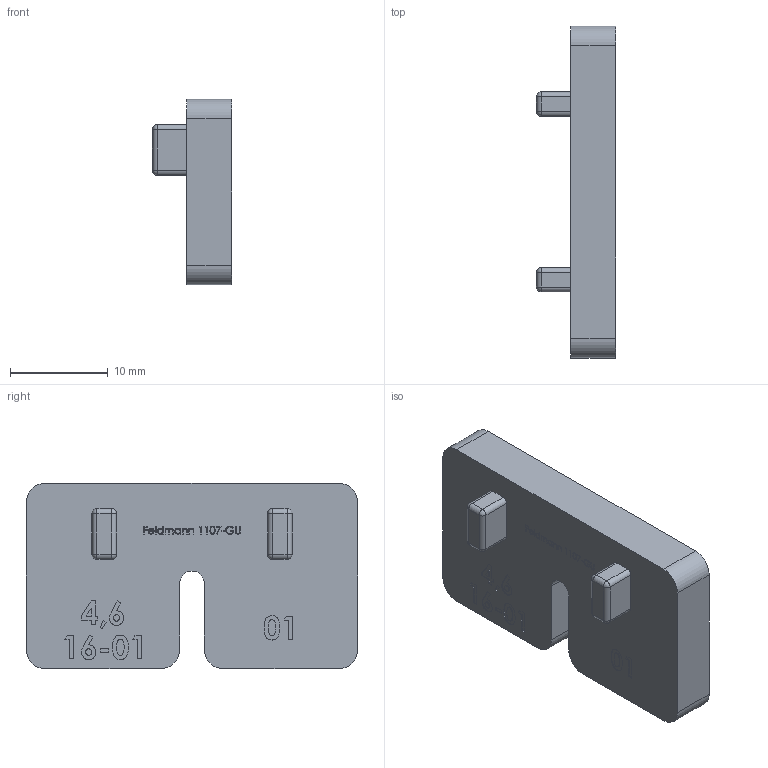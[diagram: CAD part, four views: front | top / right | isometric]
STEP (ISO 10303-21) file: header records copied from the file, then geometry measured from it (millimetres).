
FILE_DESCRIPTION (( 'STEP AP203' ), '1' );
FILE_NAME ('1107-GU.step', '2020-03-30T11:44:45', ( '' ), ( '' ), 'SwSTEP 2.0', 'SolidWorks 2015', '' );
FILE_SCHEMA (( 'CONFIG_CONTROL_DESIGN' ));
Length unit declared in the file: millimetre
Products named in the file (2): 1107-GU
Bounding box: 8.1 x 34 x 19 mm (x, y, z)
Volume: 2921.3 mm3; surface area: 1897 mm2
Topology: 1 solids, 1 shells, 404 faces, 1058 edges, 692 vertices
Faces by surface type: plane 232, bspline 141, cylinder 23, sphere 8
Entity records: 19985 total; most frequent: CARTESIAN_POINT 10857, ORIENTED_EDGE 2100, DIRECTION 1344, EDGE_CURVE 1050, VECTOR 722, LINE 722, VERTEX_POINT 692, EDGE_LOOP 448
